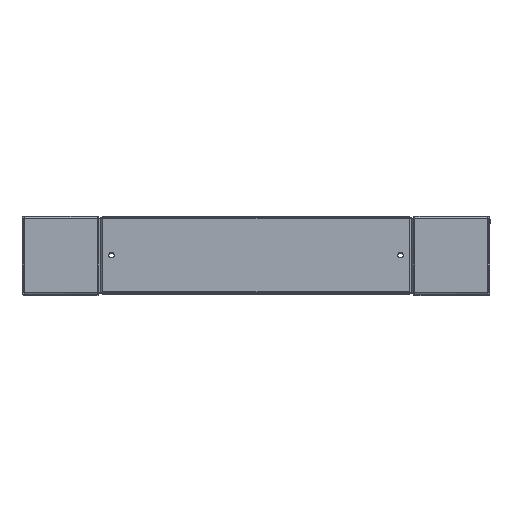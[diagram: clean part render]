
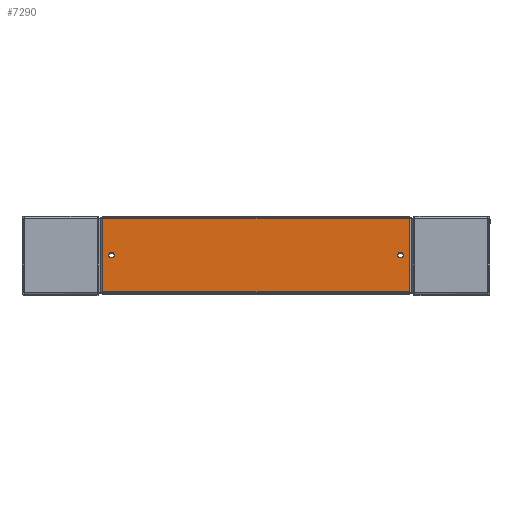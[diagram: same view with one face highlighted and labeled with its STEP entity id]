
A CAD part, top view. The second image highlights one B-rep face of the part: STEP entity #7290.
In plain terms, the highlighted planar face has unit normal (0, 0, 1).
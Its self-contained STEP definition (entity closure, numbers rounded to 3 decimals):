
#55 = CARTESIAN_POINT ( 'NONE',  ( 384., 49.5, 0. ) ) ;
#85 = LINE ( 'NONE', #2657, #6019 ) ;
#373 = FACE_BOUND ( 'NONE', #4388, .T. ) ;
#493 = EDGE_LOOP ( 'NONE', ( #3251, #1272, #2916, #8083 ) ) ;
#620 = DIRECTION ( 'NONE',  ( 1., 0., 0. ) ) ;
#810 = LINE ( 'NONE', #4112, #4927 ) ;
#882 = CARTESIAN_POINT ( 'NONE',  ( 395.1, 1.401, 0. ) ) ;
#915 = CARTESIAN_POINT ( 'NONE',  ( 387.5, 49.5, 0. ) ) ;
#991 = VERTEX_POINT ( 'NONE', #5657 ) ;
#1120 = ORIENTED_EDGE ( 'NONE', *, *, #8215, .T. ) ;
#1171 = LINE ( 'NONE', #3740, #6591 ) ;
#1272 = ORIENTED_EDGE ( 'NONE', *, *, #7033, .T. ) ;
#1340 = AXIS2_PLACEMENT_3D ( 'NONE', #6100, #5418, #5381 ) ;
#1452 = EDGE_CURVE ( 'NONE', #3137, #6720, #810, .T. ) ;
#1740 = CARTESIAN_POINT ( 'NONE',  ( 380.5, 49.5, 0. ) ) ;
#2064 = LINE ( 'NONE', #882, #6461 ) ;
#2314 = CARTESIAN_POINT ( 'NONE',  ( 0., 0., 0. ) ) ;
#2349 = FACE_OUTER_BOUND ( 'NONE', #493, .T. ) ;
#2490 = VERTEX_POINT ( 'NONE', #1740 ) ;
#2503 = DIRECTION ( 'NONE',  ( -1., 0., 0. ) ) ;
#2623 = DIRECTION ( 'NONE',  ( 0., 0., -1. ) ) ;
#2657 = CARTESIAN_POINT ( 'NONE',  ( 2.4, 97.599, 0. ) ) ;
#2680 = AXIS2_PLACEMENT_3D ( 'NONE', #6637, #6508, #3297 ) ;
#2705 = VERTEX_POINT ( 'NONE', #7763 ) ;
#2916 = ORIENTED_EDGE ( 'NONE', *, *, #1452, .T. ) ;
#2929 = CIRCLE ( 'NONE', #8189, 3.5 ) ;
#2947 = FACE_BOUND ( 'NONE', #3568, .T. ) ;
#3137 = VERTEX_POINT ( 'NONE', #5457 ) ;
#3251 = ORIENTED_EDGE ( 'NONE', *, *, #6099, .T. ) ;
#3297 = DIRECTION ( 'NONE',  ( -1., 0., 0. ) ) ;
#3299 = DIRECTION ( 'NONE',  ( -1., 0., 0. ) ) ;
#3426 = CARTESIAN_POINT ( 'NONE',  ( 2.4, 96.6, 0. ) ) ;
#3568 = EDGE_LOOP ( 'NONE', ( #3953, #3620 ) ) ;
#3620 = ORIENTED_EDGE ( 'NONE', *, *, #8012, .T. ) ;
#3688 = EDGE_CURVE ( 'NONE', #6720, #4642, #85, .T. ) ;
#3740 = CARTESIAN_POINT ( 'NONE',  ( 1.401, 2.4, 0. ) ) ;
#3953 = ORIENTED_EDGE ( 'NONE', *, *, #6571, .T. ) ;
#4112 = CARTESIAN_POINT ( 'NONE',  ( 396.099, 96.6, 0. ) ) ;
#4388 = EDGE_LOOP ( 'NONE', ( #7985, #1120 ) ) ;
#4452 = CARTESIAN_POINT ( 'NONE',  ( 2.4, 2.4, 0. ) ) ;
#4569 = CIRCLE ( 'NONE', #5922, 3.5 ) ;
#4642 = VERTEX_POINT ( 'NONE', #4452 ) ;
#4920 = DIRECTION ( 'NONE',  ( -1., 0., 0. ) ) ;
#4927 = VECTOR ( 'NONE', #6028, 1000. ) ;
#5093 = AXIS2_PLACEMENT_3D ( 'NONE', #2314, #8131, #4920 ) ;
#5133 = EDGE_CURVE ( 'NONE', #991, #2705, #2929, .T. ) ;
#5381 = DIRECTION ( 'NONE',  ( -1., 0., 0. ) ) ;
#5418 = DIRECTION ( 'NONE',  ( 0., 0., -1. ) ) ;
#5457 = CARTESIAN_POINT ( 'NONE',  ( 395.1, 96.6, 0. ) ) ;
#5482 = CARTESIAN_POINT ( 'NONE',  ( 395.1, 2.4, 0. ) ) ;
#5519 = PLANE ( 'NONE',  #5093 ) ;
#5657 = CARTESIAN_POINT ( 'NONE',  ( 10., 49.5, 0. ) ) ;
#5780 = CIRCLE ( 'NONE', #2680, 3.5 ) ;
#5922 = AXIS2_PLACEMENT_3D ( 'NONE', #55, #2623, #3299 ) ;
#6019 = VECTOR ( 'NONE', #6502, 1000. ) ;
#6028 = DIRECTION ( 'NONE',  ( -1., 0., 0. ) ) ;
#6099 = EDGE_CURVE ( 'NONE', #4642, #8106, #1171, .T. ) ;
#6100 = CARTESIAN_POINT ( 'NONE',  ( 13.5, 49.5, 0. ) ) ;
#6323 = VERTEX_POINT ( 'NONE', #915 ) ;
#6461 = VECTOR ( 'NONE', #6586, 1000. ) ;
#6486 = CARTESIAN_POINT ( 'NONE',  ( 13.5, 49.5, 0. ) ) ;
#6502 = DIRECTION ( 'NONE',  ( 0., -1., 0. ) ) ;
#6508 = DIRECTION ( 'NONE',  ( 0., 0., -1. ) ) ;
#6571 = EDGE_CURVE ( 'NONE', #2490, #6323, #4569, .T. ) ;
#6586 = DIRECTION ( 'NONE',  ( 0., 1., 0. ) ) ;
#6591 = VECTOR ( 'NONE', #620, 1000. ) ;
#6637 = CARTESIAN_POINT ( 'NONE',  ( 384., 49.5, 0. ) ) ;
#6720 = VERTEX_POINT ( 'NONE', #3426 ) ;
#6996 = CIRCLE ( 'NONE', #1340, 3.5 ) ;
#7033 = EDGE_CURVE ( 'NONE', #8106, #3137, #2064, .T. ) ;
#7290 = ADVANCED_FACE ( 'NONE', ( #373, #2947, #2349 ), #5519, .F. ) ;
#7763 = CARTESIAN_POINT ( 'NONE',  ( 17., 49.5, 0. ) ) ;
#7985 = ORIENTED_EDGE ( 'NONE', *, *, #5133, .T. ) ;
#8012 = EDGE_CURVE ( 'NONE', #6323, #2490, #5780, .T. ) ;
#8083 = ORIENTED_EDGE ( 'NONE', *, *, #3688, .T. ) ;
#8106 = VERTEX_POINT ( 'NONE', #5482 ) ;
#8131 = DIRECTION ( 'NONE',  ( 0., 0., -1. ) ) ;
#8189 = AXIS2_PLACEMENT_3D ( 'NONE', #6486, #8290, #2503 ) ;
#8215 = EDGE_CURVE ( 'NONE', #2705, #991, #6996, .T. ) ;
#8290 = DIRECTION ( 'NONE',  ( 0., 0., -1. ) ) ;
